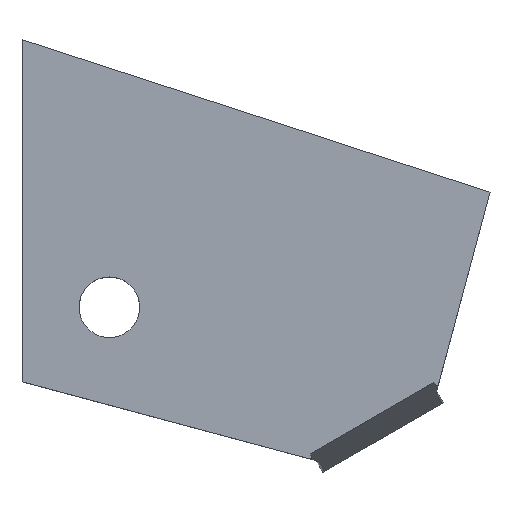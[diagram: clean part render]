
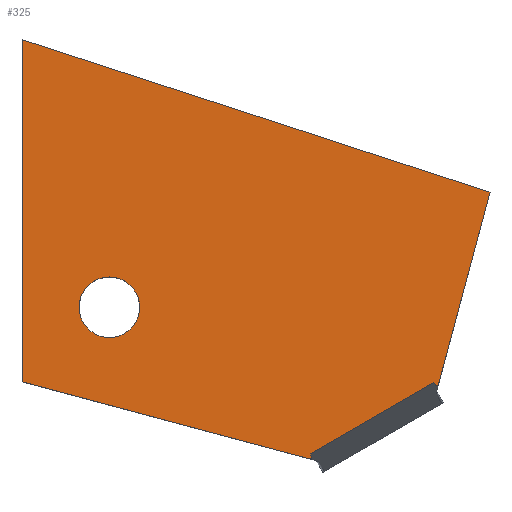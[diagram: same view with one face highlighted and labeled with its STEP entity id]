
A CAD part, top view. The second image highlights one B-rep face of the part: STEP entity #325.
In plain terms, the highlighted planar face has unit normal (0, 0, 1).
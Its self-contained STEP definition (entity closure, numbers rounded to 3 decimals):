
#8 = ORIENTED_EDGE ( 'NONE', *, *, #257, .F. ) ;
#9 = DIRECTION ( 'NONE',  ( 0.259, 0.966, 0. ) ) ;
#38 = VERTEX_POINT ( 'NONE', #396 ) ;
#44 = CARTESIAN_POINT ( 'NONE',  ( -37.4, 52.002, 5. ) ) ;
#50 = ORIENTED_EDGE ( 'NONE', *, *, #136, .T. ) ;
#52 = DIRECTION ( 'NONE',  ( 0., 0., 1. ) ) ;
#69 = PLANE ( 'NONE',  #682 ) ;
#82 = LINE ( 'NONE', #127, #720 ) ;
#83 = VERTEX_POINT ( 'NONE', #262 ) ;
#90 = AXIS2_PLACEMENT_3D ( 'NONE', #731, #180, #186 ) ;
#94 = EDGE_LOOP ( 'NONE', ( #541, #472, #8, #633, #719, #50, #431, #238, #587, #352, #725 ) ) ;
#100 = CARTESIAN_POINT ( 'NONE',  ( -21.242, 28.592, 5. ) ) ;
#109 = VERTEX_POINT ( 'NONE', #692 ) ;
#115 = DIRECTION ( 'NONE',  ( -1., 0., 0. ) ) ;
#117 = VECTOR ( 'NONE', #177, 1000. ) ;
#122 = DIRECTION ( 'NONE',  ( 1., 0., 0. ) ) ;
#127 = CARTESIAN_POINT ( 'NONE',  ( -22.464, 30.909, 5. ) ) ;
#130 = AXIS2_PLACEMENT_3D ( 'NONE', #489, #52, #115 ) ;
#136 = EDGE_CURVE ( 'NONE', #38, #699, #582, .T. ) ;
#140 = FACE_BOUND ( 'NONE', #500, .T. ) ;
#151 = LINE ( 'NONE', #399, #170 ) ;
#161 = CARTESIAN_POINT ( 'NONE',  ( -37.4, 52.002, 5. ) ) ;
#163 = DIRECTION ( 'NONE',  ( 0.259, 0.966, 0. ) ) ;
#170 = VECTOR ( 'NONE', #222, 1000. ) ;
#177 = DIRECTION ( 'NONE',  ( -0.951, 0.309, 0. ) ) ;
#180 = DIRECTION ( 'NONE',  ( 0., 0., -1. ) ) ;
#185 = EDGE_CURVE ( 'NONE', #83, #646, #231, .T. ) ;
#186 = DIRECTION ( 'NONE',  ( 1., 0., 0. ) ) ;
#190 = EDGE_CURVE ( 'NONE', #693, #464, #795, .T. ) ;
#204 = DIRECTION ( 'NONE',  ( 0.966, -0.259, 0. ) ) ;
#219 = CIRCLE ( 'NONE', #474, 0.1 ) ;
#222 = DIRECTION ( 'NONE',  ( 0.5, -0.866, 0. ) ) ;
#224 = VERTEX_POINT ( 'NONE', #740 ) ;
#229 = CARTESIAN_POINT ( 'NONE',  ( -32.5, 37., 5. ) ) ;
#231 = CIRCLE ( 'NONE', #90, 1.7 ) ;
#238 = ORIENTED_EDGE ( 'NONE', *, *, #502, .T. ) ;
#241 = EDGE_CURVE ( 'NONE', #464, #414, #602, .T. ) ;
#257 = EDGE_CURVE ( 'NONE', #673, #750, #82, .T. ) ;
#262 = CARTESIAN_POINT ( 'NONE',  ( -34.2, 37., 5. ) ) ;
#274 = CARTESIAN_POINT ( 'NONE',  ( -37.4, 32.818, 5. ) ) ;
#276 = DIRECTION ( 'NONE',  ( -0.866, -0.5, 0. ) ) ;
#287 = EDGE_CURVE ( 'NONE', #414, #397, #744, .T. ) ;
#291 = DIRECTION ( 'NONE',  ( -0.951, 0.309, 0. ) ) ;
#292 = DIRECTION ( 'NONE',  ( 0., -1., 0. ) ) ;
#308 = VECTOR ( 'NONE', #204, 1000. ) ;
#316 = DIRECTION ( 'NONE',  ( 0.5, -0.866, 0. ) ) ;
#319 = LINE ( 'NONE', #567, #391 ) ;
#325 = ADVANCED_FACE ( 'NONE', ( #140, #446 ), #69, .F. ) ;
#334 = VERTEX_POINT ( 'NONE', #617 ) ;
#352 = ORIENTED_EDGE ( 'NONE', *, *, #190, .T. ) ;
#357 = CARTESIAN_POINT ( 'NONE',  ( -19.626, 46.227, 5. ) ) ;
#378 = EDGE_CURVE ( 'NONE', #109, #673, #706, .T. ) ;
#379 = CARTESIAN_POINT ( 'NONE',  ( -21.234, 28.778, 5. ) ) ;
#383 = DIRECTION ( 'NONE',  ( -1., 0., 0. ) ) ;
#386 = CARTESIAN_POINT ( 'NONE',  ( -12.938, 36.409, 5. ) ) ;
#391 = VECTOR ( 'NONE', #9, 1000. ) ;
#396 = CARTESIAN_POINT ( 'NONE',  ( -14.227, 32.642, 5. ) ) ;
#397 = VERTEX_POINT ( 'NONE', #767 ) ;
#398 = CARTESIAN_POINT ( 'NONE',  ( -21.156, 28.642, 5. ) ) ;
#399 = CARTESIAN_POINT ( 'NONE',  ( -15.536, 34.909, 5. ) ) ;
#408 = VECTOR ( 'NONE', #292, 1000. ) ;
#414 = VERTEX_POINT ( 'NONE', #274 ) ;
#417 = EDGE_CURVE ( 'NONE', #397, #750, #219, .T. ) ;
#428 = EDGE_CURVE ( 'NONE', #334, #693, #778, .T. ) ;
#431 = ORIENTED_EDGE ( 'NONE', *, *, #741, .T. ) ;
#433 = EDGE_CURVE ( 'NONE', #109, #38, #151, .T. ) ;
#446 = FACE_OUTER_BOUND ( 'NONE', #94, .T. ) ;
#459 = CARTESIAN_POINT ( 'NONE',  ( -30.8, 37., 5. ) ) ;
#464 = VERTEX_POINT ( 'NONE', #161 ) ;
#472 = ORIENTED_EDGE ( 'NONE', *, *, #417, .T. ) ;
#474 = AXIS2_PLACEMENT_3D ( 'NONE', #100, #597, #775 ) ;
#489 = CARTESIAN_POINT ( 'NONE',  ( -14.141, 32.692, 5. ) ) ;
#500 = EDGE_LOOP ( 'NONE', ( #624, #732 ) ) ;
#502 = EDGE_CURVE ( 'NONE', #224, #334, #723, .T. ) ;
#526 = CARTESIAN_POINT ( 'NONE',  ( -11.708, 34.278, 5. ) ) ;
#535 = VECTOR ( 'NONE', #163, 1000. ) ;
#541 = ORIENTED_EDGE ( 'NONE', *, *, #287, .T. ) ;
#555 = EDGE_CURVE ( 'NONE', #646, #83, #710, .T. ) ;
#567 = CARTESIAN_POINT ( 'NONE',  ( -14.143, 32.297, 5. ) ) ;
#581 = CARTESIAN_POINT ( 'NONE',  ( -19.626, 46.227, 5. ) ) ;
#582 = CIRCLE ( 'NONE', #130, 0.1 ) ;
#587 = ORIENTED_EDGE ( 'NONE', *, *, #428, .T. ) ;
#597 = DIRECTION ( 'NONE',  ( 0., 0., 1. ) ) ;
#601 = CARTESIAN_POINT ( 'NONE',  ( -11.151, 43.463, 5. ) ) ;
#602 = LINE ( 'NONE', #44, #408 ) ;
#606 = VECTOR ( 'NONE', #291, 1000. ) ;
#607 = DIRECTION ( 'NONE',  ( 0., 0., -1. ) ) ;
#617 = CARTESIAN_POINT ( 'NONE',  ( -19.629, 46.218, 5. ) ) ;
#624 = ORIENTED_EDGE ( 'NONE', *, *, #185, .T. ) ;
#633 = ORIENTED_EDGE ( 'NONE', *, *, #378, .F. ) ;
#646 = VERTEX_POINT ( 'NONE', #459 ) ;
#673 = VERTEX_POINT ( 'NONE', #379 ) ;
#682 = AXIS2_PLACEMENT_3D ( 'NONE', #386, #683, #383 ) ;
#683 = DIRECTION ( 'NONE',  ( 0., 0., -1. ) ) ;
#686 = CARTESIAN_POINT ( 'NONE',  ( -14.044, 32.667, 5. ) ) ;
#692 = CARTESIAN_POINT ( 'NONE',  ( -14.306, 32.778, 5. ) ) ;
#693 = VERTEX_POINT ( 'NONE', #739 ) ;
#695 = CARTESIAN_POINT ( 'NONE',  ( -37.4, 32.818, 5. ) ) ;
#699 = VERTEX_POINT ( 'NONE', #686 ) ;
#706 = LINE ( 'NONE', #526, #784 ) ;
#710 = CIRCLE ( 'NONE', #771, 1.7 ) ;
#719 = ORIENTED_EDGE ( 'NONE', *, *, #433, .T. ) ;
#720 = VECTOR ( 'NONE', #316, 1000. ) ;
#723 = LINE ( 'NONE', #601, #606 ) ;
#725 = ORIENTED_EDGE ( 'NONE', *, *, #241, .T. ) ;
#731 = CARTESIAN_POINT ( 'NONE',  ( -32.5, 37., 5. ) ) ;
#732 = ORIENTED_EDGE ( 'NONE', *, *, #555, .T. ) ;
#739 = CARTESIAN_POINT ( 'NONE',  ( -19.626, 46.227, 5. ) ) ;
#740 = CARTESIAN_POINT ( 'NONE',  ( -11.151, 43.463, 5. ) ) ;
#741 = EDGE_CURVE ( 'NONE', #699, #224, #319, .T. ) ;
#744 = LINE ( 'NONE', #695, #308 ) ;
#750 = VERTEX_POINT ( 'NONE', #398 ) ;
#767 = CARTESIAN_POINT ( 'NONE',  ( -21.268, 28.496, 5. ) ) ;
#771 = AXIS2_PLACEMENT_3D ( 'NONE', #229, #607, #122 ) ;
#775 = DIRECTION ( 'NONE',  ( -1., 0., 0. ) ) ;
#778 = LINE ( 'NONE', #581, #535 ) ;
#784 = VECTOR ( 'NONE', #276, 1000. ) ;
#795 = LINE ( 'NONE', #357, #117 ) ;
